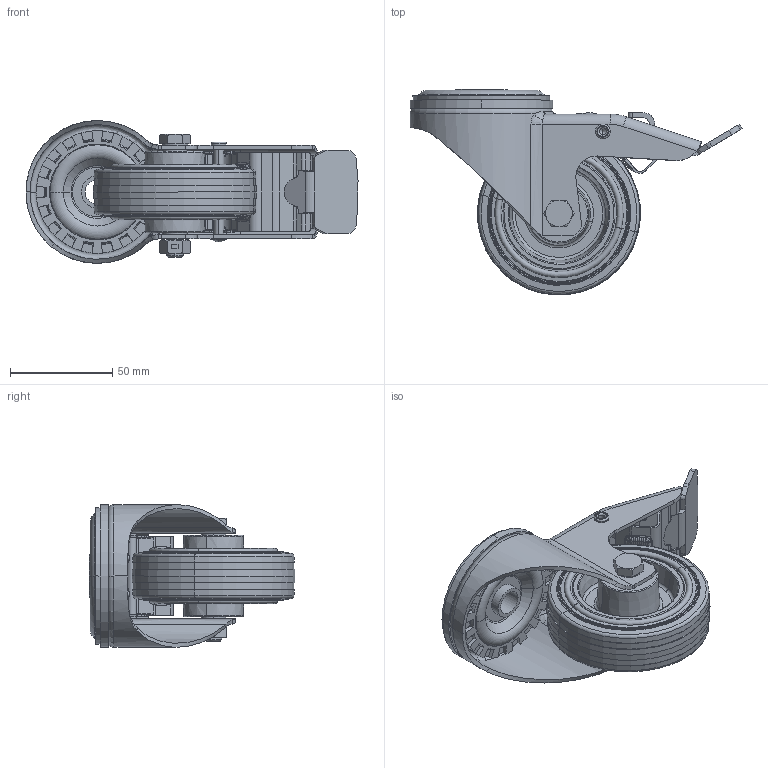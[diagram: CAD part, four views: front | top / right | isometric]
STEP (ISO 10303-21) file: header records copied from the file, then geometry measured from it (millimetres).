
FILE_DESCRIPTION (( 'STEP AP214' ), '1' );
FILE_NAME ('0056371.step', '2023-12-11T12:04:57', ( '' ), ( '' ), 'SwSTEP 2.0', 'SolidWorks 2020', '' );
FILE_SCHEMA (( 'AUTOMOTIVE_DESIGN' ));
Length unit declared in the file: millimetre
Products named in the file (1): 0056371
Bounding box: 162.71 x 100.93 x 70 mm (x, y, z)
Volume: 177892.5 mm3; surface area: 106107.1 mm2
Topology: 10 solids, 12 shells, 1257 faces, 3207 edges, 1978 vertices
Faces by surface type: plane 398, cylinder 356, bspline 214, torus 177, cone 108, sphere 4
Entity records: 63229 total; most frequent: CARTESIAN_POINT 19990, ORIENTED_EDGE 6378, DIRECTION 5939, EDGE_CURVE 3189, AXIS2_PLACEMENT_3D 2326, VERTEX_POINT 1978, EDGE_LOOP 1317, VECTOR 1287
